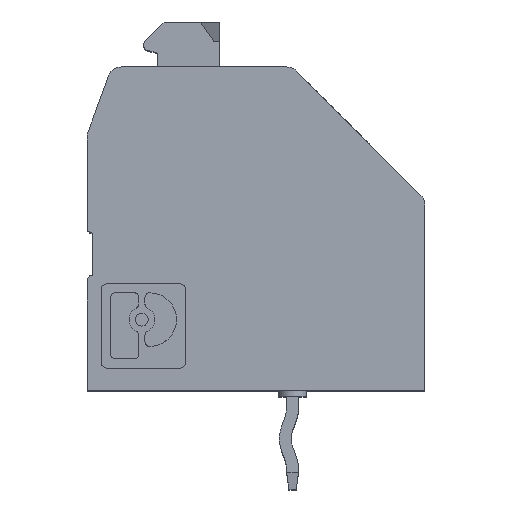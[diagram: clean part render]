
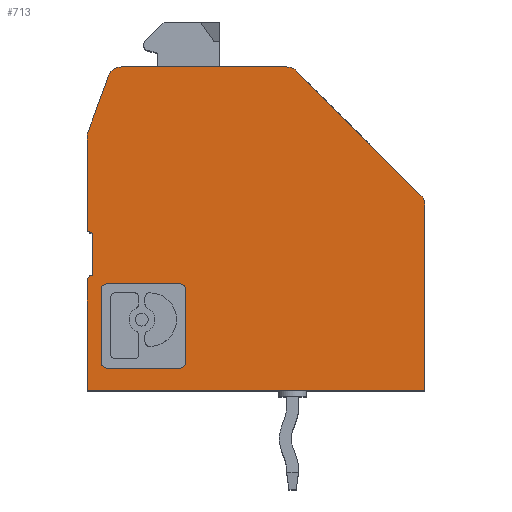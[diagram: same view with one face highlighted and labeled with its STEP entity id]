
A CAD part, top view. The second image highlights one B-rep face of the part: STEP entity #713.
In plain terms, the highlighted planar face has unit normal (0, 0, 1).
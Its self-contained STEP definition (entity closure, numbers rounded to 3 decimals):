
#713=ADVANCED_FACE('',(#1853,#1854),#1855,.T.);
#1853=FACE_OUTER_BOUND('',#3435,.T.);
#1854=FACE_BOUND('',#3436,.T.);
#1855=PLANE('',#3437);
#3435=EDGE_LOOP('',(#5509,#5510,#5511,#5512,#5513,#5514,#5515,#5516,#5517,#5518,#5519,#5520,#5521,#5522));
#3436=EDGE_LOOP('',(#5523,#5524,#5525,#5526,#5527,#5528,#5529,#5530));
#3437=AXIS2_PLACEMENT_3D('',#5531,#5532,#5533);
#5509=ORIENTED_EDGE('',*,*,#9971,.F.);
#5510=ORIENTED_EDGE('',*,*,#10026,.F.);
#5511=ORIENTED_EDGE('',*,*,#10020,.T.);
#5512=ORIENTED_EDGE('',*,*,#10027,.F.);
#5513=ORIENTED_EDGE('',*,*,#9948,.F.);
#5514=ORIENTED_EDGE('',*,*,#10028,.F.);
#5515=ORIENTED_EDGE('',*,*,#9811,.T.);
#5516=ORIENTED_EDGE('',*,*,#10029,.F.);
#5517=ORIENTED_EDGE('',*,*,#9954,.T.);
#5518=ORIENTED_EDGE('',*,*,#10030,.F.);
#5519=ORIENTED_EDGE('',*,*,#10031,.F.);
#5520=ORIENTED_EDGE('',*,*,#10032,.F.);
#5521=ORIENTED_EDGE('',*,*,#9800,.T.);
#5522=ORIENTED_EDGE('',*,*,#10033,.F.);
#5523=ORIENTED_EDGE('',*,*,#10034,.F.);
#5524=ORIENTED_EDGE('',*,*,#10035,.F.);
#5525=ORIENTED_EDGE('',*,*,#10036,.F.);
#5526=ORIENTED_EDGE('',*,*,#10037,.F.);
#5527=ORIENTED_EDGE('',*,*,#10038,.F.);
#5528=ORIENTED_EDGE('',*,*,#10039,.F.);
#5529=ORIENTED_EDGE('',*,*,#10040,.F.);
#5530=ORIENTED_EDGE('',*,*,#10041,.F.);
#5531=CARTESIAN_POINT('',(11.439,0.0,0.0));
#5532=DIRECTION('',(0.0,0.0,1.0));
#5533=DIRECTION('',(1.0,0.0,0.0));
#9800=EDGE_CURVE('',#11844,#11848,#11850,.T.);
#9811=EDGE_CURVE('',#11868,#11865,#11869,.T.);
#9948=EDGE_CURVE('',#12093,#12095,#12096,.T.);
#9954=EDGE_CURVE('',#12100,#12104,#12106,.T.);
#9971=EDGE_CURVE('',#12135,#12136,#12137,.T.);
#10020=EDGE_CURVE('',#12212,#12216,#12218,.T.);
#10026=EDGE_CURVE('',#12212,#12135,#12226,.T.);
#10027=EDGE_CURVE('',#12095,#12216,#12227,.T.);
#10028=EDGE_CURVE('',#11868,#12093,#12228,.T.);
#10029=EDGE_CURVE('',#12100,#11865,#12229,.T.);
#10030=EDGE_CURVE('',#12230,#12104,#12231,.T.);
#10031=EDGE_CURVE('',#12232,#12230,#12233,.T.);
#10032=EDGE_CURVE('',#11844,#12232,#12234,.T.);
#10033=EDGE_CURVE('',#12136,#11848,#12235,.T.);
#10034=EDGE_CURVE('',#12236,#12237,#12238,.T.);
#10035=EDGE_CURVE('',#12239,#12236,#12240,.T.);
#10036=EDGE_CURVE('',#12241,#12239,#12242,.T.);
#10037=EDGE_CURVE('',#12243,#12241,#12244,.T.);
#10038=EDGE_CURVE('',#12245,#12243,#12246,.T.);
#10039=EDGE_CURVE('',#12247,#12245,#12248,.T.);
#10040=EDGE_CURVE('',#12249,#12247,#12250,.T.);
#10041=EDGE_CURVE('',#12237,#12249,#12251,.T.);
#11844=VERTEX_POINT('',#15094);
#11848=VERTEX_POINT('',#15099);
#11850=CIRCLE('',#15102,0.2);
#11865=VERTEX_POINT('',#15121);
#11868=VERTEX_POINT('',#15125);
#11869=CIRCLE('',#15126,0.5);
#12093=VERTEX_POINT('',#15478);
#12095=VERTEX_POINT('',#15481);
#12096=CIRCLE('',#15482,0.5);
#12100=VERTEX_POINT('',#15487);
#12104=VERTEX_POINT('',#15492);
#12106=CIRCLE('',#15495,0.5);
#12135=VERTEX_POINT('',#15536);
#12136=VERTEX_POINT('',#15537);
#12137=LINE('',#15538,#15539);
#12212=VERTEX_POINT('',#15642);
#12216=VERTEX_POINT('',#15647);
#12218=CIRCLE('',#15650,0.5);
#12226=LINE('',#15660,#15661);
#12227=LINE('',#15662,#15663);
#12228=LINE('',#15664,#15665);
#12229=LINE('',#15666,#15667);
#12230=VERTEX_POINT('',#15668);
#12231=LINE('',#15669,#15670);
#12232=VERTEX_POINT('',#15671);
#12233=CIRCLE('',#15672,0.2);
#12234=LINE('',#15673,#15674);
#12235=LINE('',#15675,#15676);
#12236=VERTEX_POINT('',#15677);
#12237=VERTEX_POINT('',#15678);
#12238=CIRCLE('',#15679,0.211);
#12239=VERTEX_POINT('',#15680);
#12240=LINE('',#15681,#15682);
#12241=VERTEX_POINT('',#15683);
#12242=CIRCLE('',#15684,0.211);
#12243=VERTEX_POINT('',#15685);
#12244=LINE('',#15686,#15687);
#12245=VERTEX_POINT('',#15688);
#12246=CIRCLE('',#15689,0.211);
#12247=VERTEX_POINT('',#15690);
#12248=LINE('',#15691,#15692);
#12249=VERTEX_POINT('',#15693);
#12250=CIRCLE('',#15694,0.211);
#12251=LINE('',#15695,#15696);
#15094=CARTESIAN_POINT('',(0.2,4.1,0.0));
#15099=CARTESIAN_POINT('',(0.0,3.9,0.0));
#15102=AXIS2_PLACEMENT_3D('',#20242,#20243,#20244);
#15121=CARTESIAN_POINT('',(0.754,11.171,0.0));
#15125=CARTESIAN_POINT('',(1.224,11.5,0.0));
#15126=AXIS2_PLACEMENT_3D('',#20256,#20257,#20258);
#15478=CARTESIAN_POINT('',(7.093,11.5,0.0));
#15481=CARTESIAN_POINT('',(7.446,11.354,0.0));
#15482=AXIS2_PLACEMENT_3D('',#20409,#20410,#20411);
#15487=CARTESIAN_POINT('',(0.03,9.183,0.0));
#15492=CARTESIAN_POINT('',(0.0,9.012,0.0));
#15495=AXIS2_PLACEMENT_3D('',#20418,#20419,#20420);
#15536=CARTESIAN_POINT('',(12.0,0.0,0.0));
#15537=CARTESIAN_POINT('',(0.0,0.0,0.0));
#15538=CARTESIAN_POINT('',(0.0,0.0,0.0));
#15539=VECTOR('',#20433,1.0);
#15642=CARTESIAN_POINT('',(12.0,6.593,0.0));
#15647=CARTESIAN_POINT('',(11.854,6.946,0.0));
#15650=AXIS2_PLACEMENT_3D('',#20494,#20495,#20496);
#15660=CARTESIAN_POINT('',(12.0,0.0,0.0));
#15661=VECTOR('',#20502,1.0);
#15662=CARTESIAN_POINT('',(0.0,18.8,0.0));
#15663=VECTOR('',#20503,1.0);
#15664=CARTESIAN_POINT('',(0.0,11.5,0.0));
#15665=VECTOR('',#20504,1.0);
#15666=CARTESIAN_POINT('',(-3.312,0.0,0.0));
#15667=VECTOR('',#20505,1.0);
#15668=CARTESIAN_POINT('',(0.0,5.8,0.0));
#15669=CARTESIAN_POINT('',(0.0,0.0,0.0));
#15670=VECTOR('',#20506,1.0);
#15671=CARTESIAN_POINT('',(0.2,5.6,0.0));
#15672=AXIS2_PLACEMENT_3D('',#20507,#20508,#20509);
#15673=CARTESIAN_POINT('',(0.2,0.0,0.0));
#15674=VECTOR('',#20510,1.0);
#15675=CARTESIAN_POINT('',(0.0,0.0,0.0));
#15676=VECTOR('',#20511,1.0);
#15677=CARTESIAN_POINT('',(0.5,1.011,0.0));
#15678=CARTESIAN_POINT('',(0.711,0.8,0.0));
#15679=AXIS2_PLACEMENT_3D('',#20512,#20513,#20514);
#15680=CARTESIAN_POINT('',(0.5,3.589,0.0));
#15681=CARTESIAN_POINT('',(0.5,0.0,0.0));
#15682=VECTOR('',#20515,1.0);
#15683=CARTESIAN_POINT('',(0.711,3.8,0.0));
#15684=AXIS2_PLACEMENT_3D('',#20516,#20517,#20518);
#15685=CARTESIAN_POINT('',(3.289,3.8,0.0));
#15686=CARTESIAN_POINT('',(0.0,3.8,0.0));
#15687=VECTOR('',#20519,1.0);
#15688=CARTESIAN_POINT('',(3.5,3.589,0.0));
#15689=AXIS2_PLACEMENT_3D('',#20520,#20521,#20522);
#15690=CARTESIAN_POINT('',(3.5,1.011,0.0));
#15691=CARTESIAN_POINT('',(3.5,0.0,0.0));
#15692=VECTOR('',#20523,1.0);
#15693=CARTESIAN_POINT('',(3.289,0.8,0.0));
#15694=AXIS2_PLACEMENT_3D('',#20524,#20525,#20526);
#15695=CARTESIAN_POINT('',(0.0,0.8,0.0));
#15696=VECTOR('',#20527,1.0);
#20242=CARTESIAN_POINT('',(0.2,3.9,0.0));
#20243=DIRECTION('',(0.0,0.0,1.0));
#20244=DIRECTION('',(1.0,0.0,0.0));
#20256=CARTESIAN_POINT('',(1.224,11.0,0.0));
#20257=DIRECTION('',(0.0,0.0,1.0));
#20258=DIRECTION('',(1.0,0.0,0.0));
#20409=CARTESIAN_POINT('',(7.093,11.0,0.0));
#20410=DIRECTION('',(0.0,0.0,-1.0));
#20411=DIRECTION('',(-1.0,0.0,0.0));
#20418=CARTESIAN_POINT('',(0.5,9.012,0.0));
#20419=DIRECTION('',(0.0,0.0,1.0));
#20420=DIRECTION('',(1.0,0.0,0.0));
#20433=DIRECTION('',(-1.0,0.0,0.0));
#20494=CARTESIAN_POINT('',(11.5,6.593,0.0));
#20495=DIRECTION('',(0.0,0.0,1.0));
#20496=DIRECTION('',(1.0,0.0,0.0));
#20502=DIRECTION('',(0.0,-1.0,0.0));
#20503=DIRECTION('',(0.707,-0.707,0.0));
#20504=DIRECTION('',(1.0,0.0,0.0));
#20505=DIRECTION('',(0.342,0.94,0.0));
#20506=DIRECTION('',(0.0,1.0,0.0));
#20507=CARTESIAN_POINT('',(0.2,5.8,0.0));
#20508=DIRECTION('',(0.0,0.0,-1.0));
#20509=DIRECTION('',(-1.0,0.0,0.0));
#20510=DIRECTION('',(0.0,1.0,0.0));
#20511=DIRECTION('',(0.0,1.0,0.0));
#20512=CARTESIAN_POINT('',(0.711,1.011,0.0));
#20513=DIRECTION('',(0.0,0.0,1.0));
#20514=DIRECTION('',(1.0,0.0,0.0));
#20515=DIRECTION('',(0.0,-1.0,0.0));
#20516=CARTESIAN_POINT('',(0.711,3.589,0.0));
#20517=DIRECTION('',(0.0,0.0,1.0));
#20518=DIRECTION('',(1.0,0.0,0.0));
#20519=DIRECTION('',(-1.0,0.0,0.0));
#20520=CARTESIAN_POINT('',(3.289,3.589,0.0));
#20521=DIRECTION('',(0.0,0.0,1.0));
#20522=DIRECTION('',(1.0,0.0,0.0));
#20523=DIRECTION('',(0.0,1.0,0.0));
#20524=CARTESIAN_POINT('',(3.289,1.011,0.0));
#20525=DIRECTION('',(0.0,0.0,1.0));
#20526=DIRECTION('',(1.0,0.0,0.0));
#20527=DIRECTION('',(1.0,0.0,0.0));
